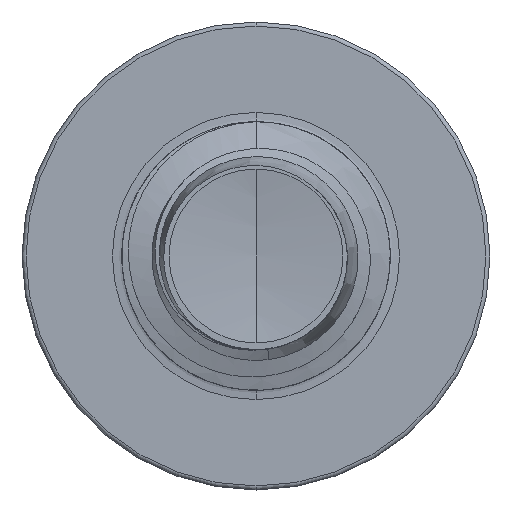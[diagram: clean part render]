
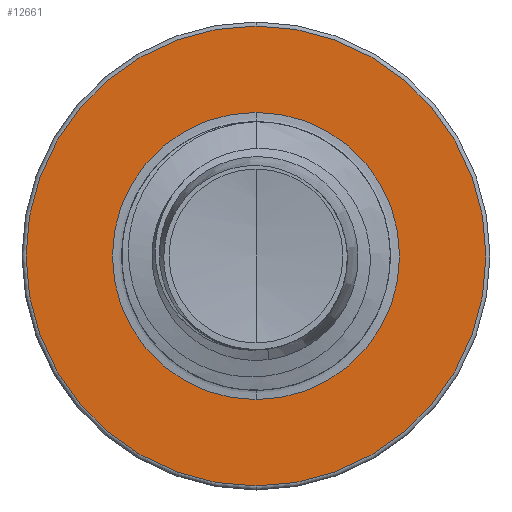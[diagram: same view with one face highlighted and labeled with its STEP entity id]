
A CAD part, front view. The second image highlights one B-rep face of the part: STEP entity #12661.
In plain terms, the highlighted planar face has unit normal (0, -1, 0).
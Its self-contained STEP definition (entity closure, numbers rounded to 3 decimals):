
#1066 = FACE_BOUND ( 'NONE', #29605, .T. ) ;
#1894 = DIRECTION ( 'NONE',  ( 0., 0., 1. ) ) ;
#1937 = DIRECTION ( 'NONE',  ( 0., 1., 0. ) ) ;
#2166 = CARTESIAN_POINT ( 'NONE',  ( 0., 15., -1.872 ) ) ;
#3683 = PLANE ( 'NONE',  #28895 ) ;
#3709 = VERTEX_POINT ( 'NONE', #25431 ) ;
#5047 = CARTESIAN_POINT ( 'NONE',  ( 0., 15., 1.872 ) ) ;
#5363 = EDGE_CURVE ( 'NONE', #15440, #5822, #34393, .T. ) ;
#5822 = VERTEX_POINT ( 'NONE', #17419 ) ;
#7035 = EDGE_CURVE ( 'NONE', #26187, #3709, #31222, .T. ) ;
#9402 = DIRECTION ( 'NONE',  ( 0., 0., 1. ) ) ;
#9441 = DIRECTION ( 'NONE',  ( 0., 1., 0. ) ) ;
#9449 = CARTESIAN_POINT ( 'NONE',  ( 0., 15., 0. ) ) ;
#11065 = CARTESIAN_POINT ( 'NONE',  ( 0., 15., -2.997 ) ) ;
#11295 = CARTESIAN_POINT ( 'NONE',  ( 0., 15., 0. ) ) ;
#11882 = AXIS2_PLACEMENT_3D ( 'NONE', #9449, #9441, #9402 ) ;
#12661 = ADVANCED_FACE ( 'NONE', ( #17830, #1066 ), #3683, .F. ) ;
#14154 = CARTESIAN_POINT ( 'NONE',  ( 0., 15., 0. ) ) ;
#14320 = AXIS2_PLACEMENT_3D ( 'NONE', #19874, #19820, #19781 ) ;
#14550 = DIRECTION ( 'NONE',  ( 0., 0., 1. ) ) ;
#15440 = VERTEX_POINT ( 'NONE', #11065 ) ;
#17342 = DIRECTION ( 'NONE',  ( 0., 0., 1. ) ) ;
#17419 = CARTESIAN_POINT ( 'NONE',  ( 0., 15., 2.998 ) ) ;
#17830 = FACE_OUTER_BOUND ( 'NONE', #35921, .T. ) ;
#19092 = AXIS2_PLACEMENT_3D ( 'NONE', #14154, #33259, #17342 ) ;
#19781 = DIRECTION ( 'NONE',  ( 0., 0., 1. ) ) ;
#19820 = DIRECTION ( 'NONE',  ( 0., 1., 0. ) ) ;
#19874 = CARTESIAN_POINT ( 'NONE',  ( 0., 15., 0. ) ) ;
#23253 = AXIS2_PLACEMENT_3D ( 'NONE', #11295, #31441, #14550 ) ;
#25431 = CARTESIAN_POINT ( 'NONE',  ( 0., 15., -1.872 ) ) ;
#26187 = VERTEX_POINT ( 'NONE', #5047 ) ;
#28308 = CIRCLE ( 'NONE', #23253, 1.872 ) ;
#28895 = AXIS2_PLACEMENT_3D ( 'NONE', #2166, #1937, #1894 ) ;
#29605 = EDGE_LOOP ( 'NONE', ( #31982, #32328 ) ) ;
#31171 = ORIENTED_EDGE ( 'NONE', *, *, #34795, .F. ) ;
#31222 = CIRCLE ( 'NONE', #11882, 1.872 ) ;
#31337 = ORIENTED_EDGE ( 'NONE', *, *, #5363, .F. ) ;
#31441 = DIRECTION ( 'NONE',  ( 0., 1., 0. ) ) ;
#31982 = ORIENTED_EDGE ( 'NONE', *, *, #7035, .T. ) ;
#32328 = ORIENTED_EDGE ( 'NONE', *, *, #34935, .T. ) ;
#33259 = DIRECTION ( 'NONE',  ( 0., 1., 0. ) ) ;
#34393 = CIRCLE ( 'NONE', #14320, 2.998 ) ;
#34662 = CIRCLE ( 'NONE', #19092, 2.998 ) ;
#34795 = EDGE_CURVE ( 'NONE', #5822, #15440, #34662, .T. ) ;
#34935 = EDGE_CURVE ( 'NONE', #3709, #26187, #28308, .T. ) ;
#35921 = EDGE_LOOP ( 'NONE', ( #31171, #31337 ) ) ;
